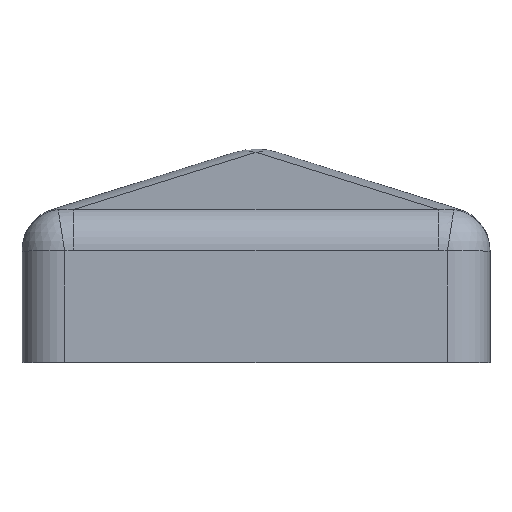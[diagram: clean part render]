
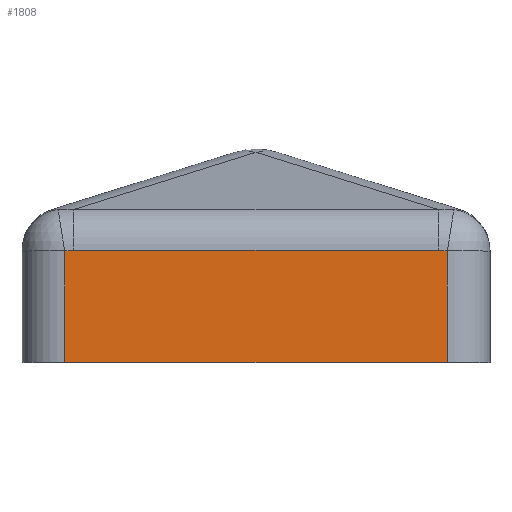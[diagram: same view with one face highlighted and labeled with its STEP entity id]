
A CAD part, top view. The second image highlights one B-rep face of the part: STEP entity #1808.
In plain terms, the highlighted planar face has unit normal (0, 0, 1).
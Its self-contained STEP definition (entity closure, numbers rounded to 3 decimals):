
#43 = DIRECTION ( 'NONE',  ( 1., 0., 0. ) ) ;
#96 = EDGE_LOOP ( 'NONE', ( #844, #759, #1893, #1738, #921, #1906 ) ) ;
#130 = AXIS2_PLACEMENT_3D ( 'NONE', #1951, #280, #1810 ) ;
#224 = CARTESIAN_POINT ( 'NONE',  ( -29.476, -2.2, 0. ) ) ;
#263 = CARTESIAN_POINT ( 'NONE',  ( -3.424, -2.2, 0. ) ) ;
#272 = CARTESIAN_POINT ( 'NONE',  ( -3., -1., 0. ) ) ;
#280 = DIRECTION ( 'NONE',  ( 0., 0., -1. ) ) ;
#286 = EDGE_CURVE ( 'NONE', #779, #788, #1007, .T. ) ;
#287 = CARTESIAN_POINT ( 'NONE',  ( -29.269, -2.2, 0. ) ) ;
#407 = DIRECTION ( 'NONE',  ( 0., 1., 0. ) ) ;
#507 = CARTESIAN_POINT ( 'NONE',  ( -29.9, -10.061, 0. ) ) ;
#554 = VECTOR ( 'NONE', #1535, 1000. ) ;
#571 = PLANE ( 'NONE',  #130 ) ;
#606 = CARTESIAN_POINT ( 'NONE',  ( -3., -10.061, 0. ) ) ;
#616 = VERTEX_POINT ( 'NONE', #1908 ) ;
#645 = EDGE_CURVE ( 'NONE', #616, #1669, #652, .T. ) ;
#650 = EDGE_CURVE ( 'NONE', #858, #616, #1655, .T. ) ;
#652 =( BOUNDED_CURVE ( )  B_SPLINE_CURVE ( 3, ( #1925, #843, #263, #1337 ),
 .UNSPECIFIED., .F., .F. ) 
 B_SPLINE_CURVE_WITH_KNOTS ( ( 4, 4 ),
 ( 1.785, 1.999 ),
 .UNSPECIFIED. ) 
 CURVE ( )  GEOMETRIC_REPRESENTATION_ITEM ( )  RATIONAL_B_SPLINE_CURVE ( ( 1., 0.996, 0.996, 1. ) ) 
 REPRESENTATION_ITEM ( '' )  );
#755 = DIRECTION ( 'NONE',  ( -1., 0., 0. ) ) ;
#759 = ORIENTED_EDGE ( 'NONE', *, *, #650, .T. ) ;
#767 = LINE ( 'NONE', #1559, #554 ) ;
#779 = VERTEX_POINT ( 'NONE', #287 ) ;
#788 = VERTEX_POINT ( 'NONE', #1250 ) ;
#843 = CARTESIAN_POINT ( 'NONE',  ( -3.213, -2.217, 0. ) ) ;
#844 = ORIENTED_EDGE ( 'NONE', *, *, #886, .T. ) ;
#858 = VERTEX_POINT ( 'NONE', #606 ) ;
#886 = EDGE_CURVE ( 'NONE', #1478, #858, #1284, .T. ) ;
#894 = LINE ( 'NONE', #1375, #1235 ) ;
#921 = ORIENTED_EDGE ( 'NONE', *, *, #286, .T. ) ;
#1007 =( BOUNDED_CURVE ( )  B_SPLINE_CURVE ( 3, ( #1275, #224, #1876, #1298 ),
 .UNSPECIFIED., .F., .F. ) 
 B_SPLINE_CURVE_WITH_KNOTS ( ( 4, 4 ),
 ( 4.284, 4.498 ),
 .UNSPECIFIED. ) 
 CURVE ( )  GEOMETRIC_REPRESENTATION_ITEM ( )  RATIONAL_B_SPLINE_CURVE ( ( 1., 0.996, 0.996, 1. ) ) 
 REPRESENTATION_ITEM ( '' )  );
#1038 = CARTESIAN_POINT ( 'NONE',  ( -3.631, -2.2, 0. ) ) ;
#1105 = VECTOR ( 'NONE', #407, 1000. ) ;
#1132 = CARTESIAN_POINT ( 'NONE',  ( 0., -10.061, 0. ) ) ;
#1198 = FACE_OUTER_BOUND ( 'NONE', #96, .T. ) ;
#1230 = EDGE_CURVE ( 'NONE', #1669, #779, #894, .T. ) ;
#1235 = VECTOR ( 'NONE', #755, 1000. ) ;
#1250 = CARTESIAN_POINT ( 'NONE',  ( -29.9, -2.25, 0. ) ) ;
#1275 = CARTESIAN_POINT ( 'NONE',  ( -29.269, -2.2, 0. ) ) ;
#1284 = LINE ( 'NONE', #1132, #1519 ) ;
#1298 = CARTESIAN_POINT ( 'NONE',  ( -29.9, -2.25, 0. ) ) ;
#1337 = CARTESIAN_POINT ( 'NONE',  ( -3.631, -2.2, 0. ) ) ;
#1375 = CARTESIAN_POINT ( 'NONE',  ( -32.9, -2.2, 0. ) ) ;
#1478 = VERTEX_POINT ( 'NONE', #507 ) ;
#1519 = VECTOR ( 'NONE', #43, 1000. ) ;
#1535 = DIRECTION ( 'NONE',  ( 0., -1., 0. ) ) ;
#1559 = CARTESIAN_POINT ( 'NONE',  ( -29.9, -1., 0. ) ) ;
#1655 = LINE ( 'NONE', #272, #1105 ) ;
#1669 = VERTEX_POINT ( 'NONE', #1038 ) ;
#1738 = ORIENTED_EDGE ( 'NONE', *, *, #1230, .T. ) ;
#1771 = EDGE_CURVE ( 'NONE', #788, #1478, #767, .T. ) ;
#1808 = ADVANCED_FACE ( 'NONE', ( #1198 ), #571, .F. ) ;
#1810 = DIRECTION ( 'NONE',  ( -1., 0., 0. ) ) ;
#1876 = CARTESIAN_POINT ( 'NONE',  ( -29.687, -2.217, 0. ) ) ;
#1893 = ORIENTED_EDGE ( 'NONE', *, *, #645, .T. ) ;
#1906 = ORIENTED_EDGE ( 'NONE', *, *, #1771, .T. ) ;
#1908 = CARTESIAN_POINT ( 'NONE',  ( -3., -2.25, 0. ) ) ;
#1925 = CARTESIAN_POINT ( 'NONE',  ( -3., -2.25, 0. ) ) ;
#1951 = CARTESIAN_POINT ( 'NONE',  ( -32.9, -1., 0. ) ) ;
